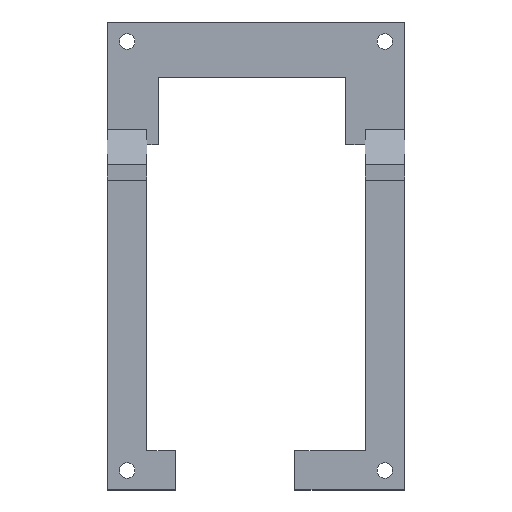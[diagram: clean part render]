
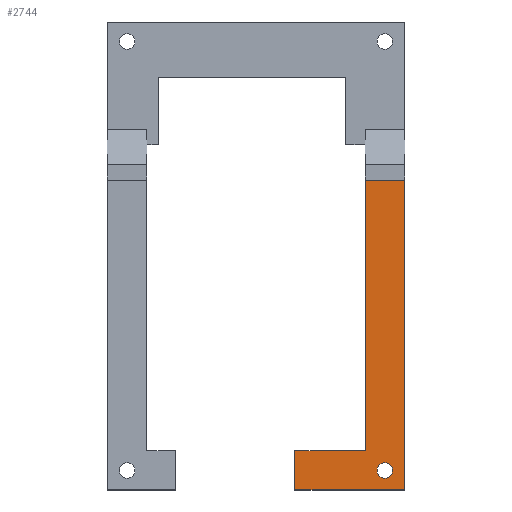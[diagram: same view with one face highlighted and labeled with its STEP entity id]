
A CAD part, top view. The second image highlights one B-rep face of the part: STEP entity #2744.
In plain terms, the highlighted planar face has unit normal (0, 0, 1).
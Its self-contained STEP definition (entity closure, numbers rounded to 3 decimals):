
#1863 = VERTEX_POINT('',#1864);
#1864 = CARTESIAN_POINT('',(13.97,9.683,3.));
#1903 = PLANE('',#1904);
#1904 = AXIS2_PLACEMENT_3D('',#1905,#1906,#1907);
#1905 = CARTESIAN_POINT('',(0.,0.,3.));
#1906 = DIRECTION('',(-0.,-0.,-1.));
#1907 = DIRECTION('',(-1.,0.,0.));
#2546 = VERTEX_POINT('',#2547);
#2547 = CARTESIAN_POINT('',(18.97,9.683,3.));
#2568 = EDGE_CURVE('',#1863,#2546,#2569,.T.);
#2569 = SURFACE_CURVE('',#2570,(#2574,#2581),.PCURVE_S1.);
#2570 = LINE('',#2571,#2572);
#2571 = CARTESIAN_POINT('',(-18.97,9.683,3.));
#2572 = VECTOR('',#2573,1.);
#2573 = DIRECTION('',(1.,0.,0.));
#2574 = PCURVE('',#1903,#2575);
#2575 = DEFINITIONAL_REPRESENTATION('',(#2576),#2580);
#2576 = LINE('',#2577,#2578);
#2577 = CARTESIAN_POINT('',(18.97,9.683));
#2578 = VECTOR('',#2579,1.);
#2579 = DIRECTION('',(-1.,0.));
#2580 = ( GEOMETRIC_REPRESENTATION_CONTEXT(2) 
PARAMETRIC_REPRESENTATION_CONTEXT() REPRESENTATION_CONTEXT('2D SPACE',''
  ) );
#2581 = PCURVE('',#2582,#2587);
#2582 = PLANE('',#2583);
#2583 = AXIS2_PLACEMENT_3D('',#2584,#2585,#2586);
#2584 = CARTESIAN_POINT('',(0.,0.,3.));
#2585 = DIRECTION('',(-0.,-0.,-1.));
#2586 = DIRECTION('',(-1.,0.,0.));
#2587 = DEFINITIONAL_REPRESENTATION('',(#2588),#2592);
#2588 = LINE('',#2589,#2590);
#2589 = CARTESIAN_POINT('',(18.97,9.683));
#2590 = VECTOR('',#2591,1.);
#2591 = DIRECTION('',(-1.,0.));
#2592 = ( GEOMETRIC_REPRESENTATION_CONTEXT(2) 
PARAMETRIC_REPRESENTATION_CONTEXT() REPRESENTATION_CONTEXT('2D SPACE',''
  ) );
#2642 = PLANE('',#2643);
#2643 = AXIS2_PLACEMENT_3D('',#2644,#2645,#2646);
#2644 = CARTESIAN_POINT('',(13.97,24.892,0.));
#2645 = DIRECTION('',(1.,0.,0.));
#2646 = DIRECTION('',(0.,-1.,0.));
#2733 = PLANE('',#2734);
#2734 = AXIS2_PLACEMENT_3D('',#2735,#2736,#2737);
#2735 = CARTESIAN_POINT('',(18.97,29.892,0.));
#2736 = DIRECTION('',(1.,0.,0.));
#2737 = DIRECTION('',(0.,-1.,0.));
#2744 = ADVANCED_FACE('',(#2745,#2876),#2582,.F.);
#2745 = FACE_BOUND('',#2746,.F.);
#2746 = EDGE_LOOP('',(#2747,#2770,#2798,#2826,#2854,#2875));
#2747 = ORIENTED_EDGE('',*,*,#2748,.T.);
#2748 = EDGE_CURVE('',#2546,#2749,#2751,.T.);
#2749 = VERTEX_POINT('',#2750);
#2750 = CARTESIAN_POINT('',(18.97,-29.892,3.));
#2751 = SURFACE_CURVE('',#2752,(#2756,#2763),.PCURVE_S1.);
#2752 = LINE('',#2753,#2754);
#2753 = CARTESIAN_POINT('',(18.97,29.892,3.));
#2754 = VECTOR('',#2755,1.);
#2755 = DIRECTION('',(0.,-1.,0.));
#2756 = PCURVE('',#2582,#2757);
#2757 = DEFINITIONAL_REPRESENTATION('',(#2758),#2762);
#2758 = LINE('',#2759,#2760);
#2759 = CARTESIAN_POINT('',(-18.97,29.892));
#2760 = VECTOR('',#2761,1.);
#2761 = DIRECTION('',(0.,-1.));
#2762 = ( GEOMETRIC_REPRESENTATION_CONTEXT(2) 
PARAMETRIC_REPRESENTATION_CONTEXT() REPRESENTATION_CONTEXT('2D SPACE',''
  ) );
#2763 = PCURVE('',#2733,#2764);
#2764 = DEFINITIONAL_REPRESENTATION('',(#2765),#2769);
#2765 = LINE('',#2766,#2767);
#2766 = CARTESIAN_POINT('',(0.,-3.));
#2767 = VECTOR('',#2768,1.);
#2768 = DIRECTION('',(1.,0.));
#2769 = ( GEOMETRIC_REPRESENTATION_CONTEXT(2) 
PARAMETRIC_REPRESENTATION_CONTEXT() REPRESENTATION_CONTEXT('2D SPACE',''
  ) );
#2770 = ORIENTED_EDGE('',*,*,#2771,.T.);
#2771 = EDGE_CURVE('',#2749,#2772,#2774,.T.);
#2772 = VERTEX_POINT('',#2773);
#2773 = CARTESIAN_POINT('',(4.97,-29.892,3.));
#2774 = SURFACE_CURVE('',#2775,(#2779,#2786),.PCURVE_S1.);
#2775 = LINE('',#2776,#2777);
#2776 = CARTESIAN_POINT('',(18.97,-29.892,3.));
#2777 = VECTOR('',#2778,1.);
#2778 = DIRECTION('',(-1.,0.,0.));
#2779 = PCURVE('',#2582,#2780);
#2780 = DEFINITIONAL_REPRESENTATION('',(#2781),#2785);
#2781 = LINE('',#2782,#2783);
#2782 = CARTESIAN_POINT('',(-18.97,-29.892));
#2783 = VECTOR('',#2784,1.);
#2784 = DIRECTION('',(1.,0.));
#2785 = ( GEOMETRIC_REPRESENTATION_CONTEXT(2) 
PARAMETRIC_REPRESENTATION_CONTEXT() REPRESENTATION_CONTEXT('2D SPACE',''
  ) );
#2786 = PCURVE('',#2787,#2792);
#2787 = PLANE('',#2788);
#2788 = AXIS2_PLACEMENT_3D('',#2789,#2790,#2791);
#2789 = CARTESIAN_POINT('',(18.97,-29.892,0.));
#2790 = DIRECTION('',(0.,-1.,0.));
#2791 = DIRECTION('',(-1.,0.,0.));
#2792 = DEFINITIONAL_REPRESENTATION('',(#2793),#2797);
#2793 = LINE('',#2794,#2795);
#2794 = CARTESIAN_POINT('',(0.,-3.));
#2795 = VECTOR('',#2796,1.);
#2796 = DIRECTION('',(1.,0.));
#2797 = ( GEOMETRIC_REPRESENTATION_CONTEXT(2) 
PARAMETRIC_REPRESENTATION_CONTEXT() REPRESENTATION_CONTEXT('2D SPACE',''
  ) );
#2798 = ORIENTED_EDGE('',*,*,#2799,.F.);
#2799 = EDGE_CURVE('',#2800,#2772,#2802,.T.);
#2800 = VERTEX_POINT('',#2801);
#2801 = CARTESIAN_POINT('',(4.97,-24.892,3.));
#2802 = SURFACE_CURVE('',#2803,(#2807,#2814),.PCURVE_S1.);
#2803 = LINE('',#2804,#2805);
#2804 = CARTESIAN_POINT('',(4.97,-24.892,3.));
#2805 = VECTOR('',#2806,1.);
#2806 = DIRECTION('',(0.,-1.,0.));
#2807 = PCURVE('',#2582,#2808);
#2808 = DEFINITIONAL_REPRESENTATION('',(#2809),#2813);
#2809 = LINE('',#2810,#2811);
#2810 = CARTESIAN_POINT('',(-4.97,-24.892));
#2811 = VECTOR('',#2812,1.);
#2812 = DIRECTION('',(0.,-1.));
#2813 = ( GEOMETRIC_REPRESENTATION_CONTEXT(2) 
PARAMETRIC_REPRESENTATION_CONTEXT() REPRESENTATION_CONTEXT('2D SPACE',''
  ) );
#2814 = PCURVE('',#2815,#2820);
#2815 = PLANE('',#2816);
#2816 = AXIS2_PLACEMENT_3D('',#2817,#2818,#2819);
#2817 = CARTESIAN_POINT('',(4.97,-24.892,3.));
#2818 = DIRECTION('',(-1.,0.,0.));
#2819 = DIRECTION('',(0.,-1.,0.));
#2820 = DEFINITIONAL_REPRESENTATION('',(#2821),#2825);
#2821 = LINE('',#2822,#2823);
#2822 = CARTESIAN_POINT('',(0.,0.));
#2823 = VECTOR('',#2824,1.);
#2824 = DIRECTION('',(1.,0.));
#2825 = ( GEOMETRIC_REPRESENTATION_CONTEXT(2) 
PARAMETRIC_REPRESENTATION_CONTEXT() REPRESENTATION_CONTEXT('2D SPACE',''
  ) );
#2826 = ORIENTED_EDGE('',*,*,#2827,.F.);
#2827 = EDGE_CURVE('',#2828,#2800,#2830,.T.);
#2828 = VERTEX_POINT('',#2829);
#2829 = CARTESIAN_POINT('',(13.97,-24.892,3.));
#2830 = SURFACE_CURVE('',#2831,(#2835,#2842),.PCURVE_S1.);
#2831 = LINE('',#2832,#2833);
#2832 = CARTESIAN_POINT('',(13.97,-24.892,3.));
#2833 = VECTOR('',#2834,1.);
#2834 = DIRECTION('',(-1.,0.,0.));
#2835 = PCURVE('',#2582,#2836);
#2836 = DEFINITIONAL_REPRESENTATION('',(#2837),#2841);
#2837 = LINE('',#2838,#2839);
#2838 = CARTESIAN_POINT('',(-13.97,-24.892));
#2839 = VECTOR('',#2840,1.);
#2840 = DIRECTION('',(1.,0.));
#2841 = ( GEOMETRIC_REPRESENTATION_CONTEXT(2) 
PARAMETRIC_REPRESENTATION_CONTEXT() REPRESENTATION_CONTEXT('2D SPACE',''
  ) );
#2842 = PCURVE('',#2843,#2848);
#2843 = PLANE('',#2844);
#2844 = AXIS2_PLACEMENT_3D('',#2845,#2846,#2847);
#2845 = CARTESIAN_POINT('',(13.97,-24.892,0.));
#2846 = DIRECTION('',(0.,-1.,0.));
#2847 = DIRECTION('',(-1.,0.,0.));
#2848 = DEFINITIONAL_REPRESENTATION('',(#2849),#2853);
#2849 = LINE('',#2850,#2851);
#2850 = CARTESIAN_POINT('',(0.,-3.));
#2851 = VECTOR('',#2852,1.);
#2852 = DIRECTION('',(1.,0.));
#2853 = ( GEOMETRIC_REPRESENTATION_CONTEXT(2) 
PARAMETRIC_REPRESENTATION_CONTEXT() REPRESENTATION_CONTEXT('2D SPACE',''
  ) );
#2854 = ORIENTED_EDGE('',*,*,#2855,.F.);
#2855 = EDGE_CURVE('',#1863,#2828,#2856,.T.);
#2856 = SURFACE_CURVE('',#2857,(#2861,#2868),.PCURVE_S1.);
#2857 = LINE('',#2858,#2859);
#2858 = CARTESIAN_POINT('',(13.97,24.892,3.));
#2859 = VECTOR('',#2860,1.);
#2860 = DIRECTION('',(0.,-1.,0.));
#2861 = PCURVE('',#2582,#2862);
#2862 = DEFINITIONAL_REPRESENTATION('',(#2863),#2867);
#2863 = LINE('',#2864,#2865);
#2864 = CARTESIAN_POINT('',(-13.97,24.892));
#2865 = VECTOR('',#2866,1.);
#2866 = DIRECTION('',(0.,-1.));
#2867 = ( GEOMETRIC_REPRESENTATION_CONTEXT(2) 
PARAMETRIC_REPRESENTATION_CONTEXT() REPRESENTATION_CONTEXT('2D SPACE',''
  ) );
#2868 = PCURVE('',#2642,#2869);
#2869 = DEFINITIONAL_REPRESENTATION('',(#2870),#2874);
#2870 = LINE('',#2871,#2872);
#2871 = CARTESIAN_POINT('',(0.,-3.));
#2872 = VECTOR('',#2873,1.);
#2873 = DIRECTION('',(1.,0.));
#2874 = ( GEOMETRIC_REPRESENTATION_CONTEXT(2) 
PARAMETRIC_REPRESENTATION_CONTEXT() REPRESENTATION_CONTEXT('2D SPACE',''
  ) );
#2875 = ORIENTED_EDGE('',*,*,#2568,.T.);
#2876 = FACE_BOUND('',#2877,.F.);
#2877 = EDGE_LOOP('',(#2878));
#2878 = ORIENTED_EDGE('',*,*,#2879,.T.);
#2879 = EDGE_CURVE('',#2880,#2880,#2882,.T.);
#2880 = VERTEX_POINT('',#2881);
#2881 = CARTESIAN_POINT('',(17.47,-27.392,3.));
#2882 = SURFACE_CURVE('',#2883,(#2888,#2899),.PCURVE_S1.);
#2883 = CIRCLE('',#2884,1.);
#2884 = AXIS2_PLACEMENT_3D('',#2885,#2886,#2887);
#2885 = CARTESIAN_POINT('',(16.47,-27.392,3.));
#2886 = DIRECTION('',(0.,0.,1.));
#2887 = DIRECTION('',(1.,0.,0.));
#2888 = PCURVE('',#2582,#2889);
#2889 = DEFINITIONAL_REPRESENTATION('',(#2890),#2898);
#2890 = ( BOUNDED_CURVE() B_SPLINE_CURVE(2,(#2891,#2892,#2893,#2894,
#2895,#2896,#2897),.UNSPECIFIED.,.T.,.F.) B_SPLINE_CURVE_WITH_KNOTS((1,2
    ,2,2,2,1),(-2.094,0.,2.094,4.189,
6.283,8.378),.UNSPECIFIED.) CURVE() 
GEOMETRIC_REPRESENTATION_ITEM() RATIONAL_B_SPLINE_CURVE((1.,0.5,1.,0.5,
1.,0.5,1.)) REPRESENTATION_ITEM('') );
#2891 = CARTESIAN_POINT('',(-17.47,-27.392));
#2892 = CARTESIAN_POINT('',(-17.47,-25.66));
#2893 = CARTESIAN_POINT('',(-15.97,-26.526));
#2894 = CARTESIAN_POINT('',(-14.47,-27.392));
#2895 = CARTESIAN_POINT('',(-15.97,-28.258));
#2896 = CARTESIAN_POINT('',(-17.47,-29.124));
#2897 = CARTESIAN_POINT('',(-17.47,-27.392));
#2898 = ( GEOMETRIC_REPRESENTATION_CONTEXT(2) 
PARAMETRIC_REPRESENTATION_CONTEXT() REPRESENTATION_CONTEXT('2D SPACE',''
  ) );
#2899 = PCURVE('',#2900,#2905);
#2900 = CYLINDRICAL_SURFACE('',#2901,1.);
#2901 = AXIS2_PLACEMENT_3D('',#2902,#2903,#2904);
#2902 = CARTESIAN_POINT('',(16.47,-27.392,0.));
#2903 = DIRECTION('',(-0.,-0.,-1.));
#2904 = DIRECTION('',(1.,0.,0.));
#2905 = DEFINITIONAL_REPRESENTATION('',(#2906),#2910);
#2906 = LINE('',#2907,#2908);
#2907 = CARTESIAN_POINT('',(-0.,-3.));
#2908 = VECTOR('',#2909,1.);
#2909 = DIRECTION('',(-1.,0.));
#2910 = ( GEOMETRIC_REPRESENTATION_CONTEXT(2) 
PARAMETRIC_REPRESENTATION_CONTEXT() REPRESENTATION_CONTEXT('2D SPACE',''
  ) );
